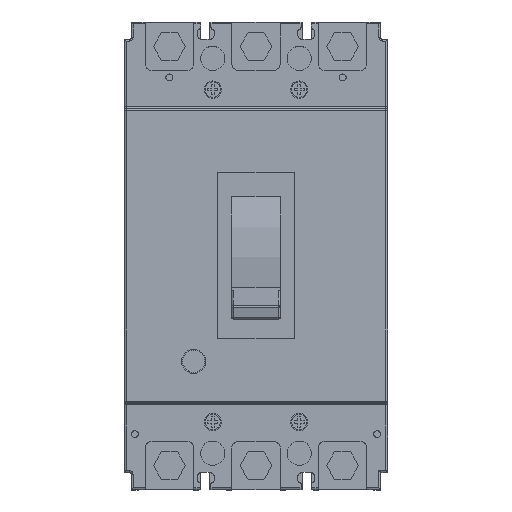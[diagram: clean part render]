
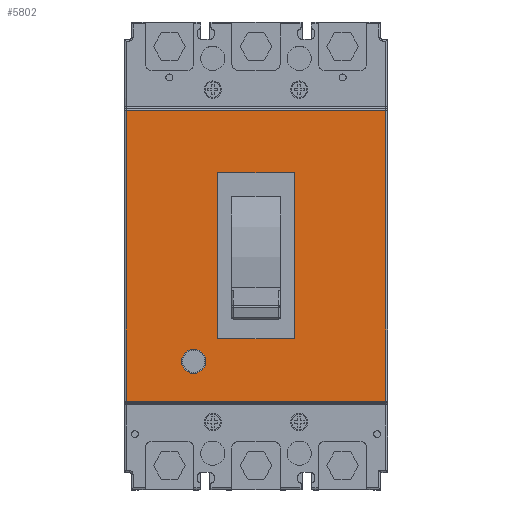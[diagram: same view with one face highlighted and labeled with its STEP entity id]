
A CAD part, top view. The second image highlights one B-rep face of the part: STEP entity #5802.
In plain terms, the highlighted planar face has unit normal (0, 0, 1).
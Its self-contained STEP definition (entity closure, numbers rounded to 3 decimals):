
#1099 = ORIENTED_EDGE ( 'NONE', *, *, #2528, .T. ) ;
#1100 = ORIENTED_EDGE ( 'NONE', *, *, #2527, .T. ) ;
#1101 = ORIENTED_EDGE ( 'NONE', *, *, #2518, .T. ) ;
#1102 = ORIENTED_EDGE ( 'NONE', *, *, #2529, .T. ) ;
#1103 = ORIENTED_EDGE ( 'NONE', *, *, #2526, .F. ) ;
#1104 = ORIENTED_EDGE ( 'NONE', *, *, #7699, .F. ) ;
#1105 = ORIENTED_EDGE ( 'NONE', *, *, #2530, .F. ) ;
#1106 = ORIENTED_EDGE ( 'NONE', *, *, #2531, .F. ) ;
#1107 = ORIENTED_EDGE ( 'NONE', *, *, #2532, .F. ) ;
#1108 = ORIENTED_EDGE ( 'NONE', *, *, #2522, .F. ) ;
#1523 = VERTEX_POINT ( 'NONE', #12431 ) ;
#1524 = VERTEX_POINT ( 'NONE', #12432 ) ;
#1859 = VERTEX_POINT ( 'NONE', #12765 ) ;
#1860 = VERTEX_POINT ( 'NONE', #12766 ) ;
#1861 = VERTEX_POINT ( 'NONE', #12767 ) ;
#1862 = VERTEX_POINT ( 'NONE', #12768 ) ;
#1863 = VERTEX_POINT ( 'NONE', #12769 ) ;
#1864 = VERTEX_POINT ( 'NONE', #12770 ) ;
#1865 = VERTEX_POINT ( 'NONE', #12771 ) ;
#1866 = VERTEX_POINT ( 'NONE', #12772 ) ;
#2518 = EDGE_CURVE ( 'NONE', #1861, #1862, #14108, .T. ) ;
#2522 = EDGE_CURVE ( 'NONE', #1864, #1866, #14116, .T. ) ;
#2526 = EDGE_CURVE ( 'NONE', #1524, #1523, #14125, .T. ) ;
#2527 = EDGE_CURVE ( 'NONE', #1860, #1861, #14124, .T. ) ;
#2528 = EDGE_CURVE ( 'NONE', #1859, #1860, #14126, .T. ) ;
#2529 = EDGE_CURVE ( 'NONE', #1862, #1859, #14128, .T. ) ;
#2530 = EDGE_CURVE ( 'NONE', #1863, #1864, #14130, .T. ) ;
#2531 = EDGE_CURVE ( 'NONE', #1865, #1863, #14132, .T. ) ;
#2532 = EDGE_CURVE ( 'NONE', #1866, #1865, #14134, .T. ) ;
#3778 = EDGE_LOOP ( 'NONE', ( #1099, #1100, #1101, #1102 ) ) ;
#3781 = EDGE_LOOP ( 'NONE', ( #1103, #1104 ) ) ;
#3783 = EDGE_LOOP ( 'NONE', ( #1105, #1106, #1107, #1108 ) ) ;
#5802 = ADVANCED_FACE ( 'NONE', ( #19237, #19241, #19243 ), #18133, .F. ) ;
#7699 = EDGE_CURVE ( 'NONE', #1523, #1524, #20137, .T. ) ;
#9774 = AXIS2_PLACEMENT_3D ( 'NONE', #13780, #13794, #13795 ) ;
#12431 = CARTESIAN_POINT ( 'NONE',  ( 16.5, 37., 73. ) ) ;
#12432 = CARTESIAN_POINT ( 'NONE',  ( 23.5, 37., 73. ) ) ;
#12765 = CARTESIAN_POINT ( 'NONE',  ( 0.5, 25.5, 73. ) ) ;
#12766 = CARTESIAN_POINT ( 'NONE',  ( 75.5, 25.5, 73. ) ) ;
#12767 = CARTESIAN_POINT ( 'NONE',  ( 75.5, 109.5, 73. ) ) ;
#12768 = CARTESIAN_POINT ( 'NONE',  ( 0.5, 109.5, 73. ) ) ;
#12769 = CARTESIAN_POINT ( 'NONE',  ( 27., 91.5, 73. ) ) ;
#12770 = CARTESIAN_POINT ( 'NONE',  ( 27., 43.5, 73. ) ) ;
#12771 = CARTESIAN_POINT ( 'NONE',  ( 49., 91.5, 73. ) ) ;
#12772 = CARTESIAN_POINT ( 'NONE',  ( 49., 43.5, 73. ) ) ;
#13776 = CARTESIAN_POINT ( 'NONE',  ( 0., 109.5, 73. ) ) ;
#13777 = DIRECTION ( 'NONE',  ( -1., 0., 0. ) ) ;
#13780 = CARTESIAN_POINT ( 'NONE',  ( 20., 37., 73. ) ) ;
#13785 = CARTESIAN_POINT ( 'NONE',  ( 27., 43.5, 73. ) ) ;
#13786 = DIRECTION ( 'NONE',  ( 1., 0., 0. ) ) ;
#13789 = CARTESIAN_POINT ( 'NONE',  ( 75.5, 135., 73. ) ) ;
#13794 = DIRECTION ( 'NONE',  ( 0., 0., 1. ) ) ;
#13795 = DIRECTION ( 'NONE',  ( 1., 0., 0. ) ) ;
#13797 = DIRECTION ( 'NONE',  ( 0., 1., 0. ) ) ;
#13798 = CARTESIAN_POINT ( 'NONE',  ( 0., 25.5, 73. ) ) ;
#13799 = DIRECTION ( 'NONE',  ( 1., 0., 0. ) ) ;
#13800 = CARTESIAN_POINT ( 'NONE',  ( 0.5, 135., 73. ) ) ;
#13801 = DIRECTION ( 'NONE',  ( 0., -1., 0. ) ) ;
#13802 = CARTESIAN_POINT ( 'NONE',  ( 27., 91.5, 73. ) ) ;
#13803 = DIRECTION ( 'NONE',  ( 0., -1., 0. ) ) ;
#13804 = CARTESIAN_POINT ( 'NONE',  ( 27., 91.5, 73. ) ) ;
#13805 = DIRECTION ( 'NONE',  ( -1., 0., 0. ) ) ;
#13806 = CARTESIAN_POINT ( 'NONE',  ( 49., 91.5, 73. ) ) ;
#13807 = DIRECTION ( 'NONE',  ( 0., 1., 0. ) ) ;
#14108 = LINE ( 'NONE', #13776, #14109 ) ;
#14109 = VECTOR ( 'NONE', #13777, 1000. ) ;
#14115 = VECTOR ( 'NONE', #13797, 1000. ) ;
#14116 = LINE ( 'NONE', #13785, #14117 ) ;
#14117 = VECTOR ( 'NONE', #13786, 1000. ) ;
#14124 = LINE ( 'NONE', #13789, #14115 ) ;
#14125 = CIRCLE ( 'NONE', #9774, 3.5 ) ;
#14126 = LINE ( 'NONE', #13798, #14127 ) ;
#14127 = VECTOR ( 'NONE', #13799, 1000. ) ;
#14128 = LINE ( 'NONE', #13800, #14129 ) ;
#14129 = VECTOR ( 'NONE', #13801, 1000. ) ;
#14130 = LINE ( 'NONE', #13802, #14131 ) ;
#14131 = VECTOR ( 'NONE', #13803, 1000. ) ;
#14132 = LINE ( 'NONE', #13804, #14133 ) ;
#14133 = VECTOR ( 'NONE', #13805, 1000. ) ;
#14134 = LINE ( 'NONE', #13806, #14135 ) ;
#14135 = VECTOR ( 'NONE', #13807, 1000. ) ;
#17478 = AXIS2_PLACEMENT_3D ( 'NONE', #18128, #18134, #18135 ) ;
#17854 = AXIS2_PLACEMENT_3D ( 'NONE', #21166, #21176, #21177 ) ;
#18128 = CARTESIAN_POINT ( 'NONE',  ( 0., 135., 73. ) ) ;
#18133 = PLANE ( 'NONE',  #17478 ) ;
#18134 = DIRECTION ( 'NONE',  ( 0., 0., -1. ) ) ;
#18135 = DIRECTION ( 'NONE',  ( -1., 0., 0. ) ) ;
#19237 = FACE_OUTER_BOUND ( 'NONE', #3778, .T. ) ;
#19241 = FACE_BOUND ( 'NONE', #3781, .T. ) ;
#19243 = FACE_BOUND ( 'NONE', #3783, .T. ) ;
#20137 = CIRCLE ( 'NONE', #17854, 3.5 ) ;
#21166 = CARTESIAN_POINT ( 'NONE',  ( 20., 37., 73. ) ) ;
#21176 = DIRECTION ( 'NONE',  ( 0., 0., 1. ) ) ;
#21177 = DIRECTION ( 'NONE',  ( 1., 0., 0. ) ) ;
